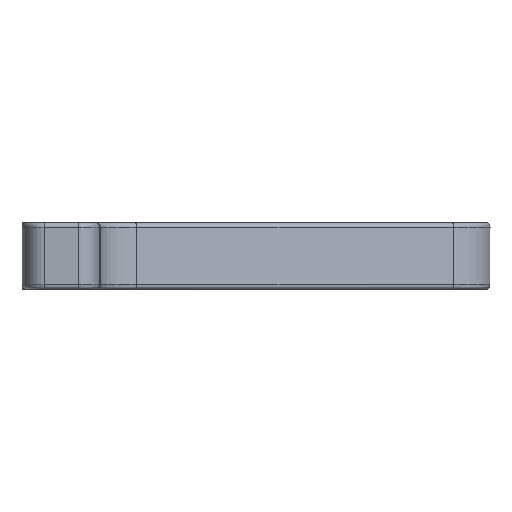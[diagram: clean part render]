
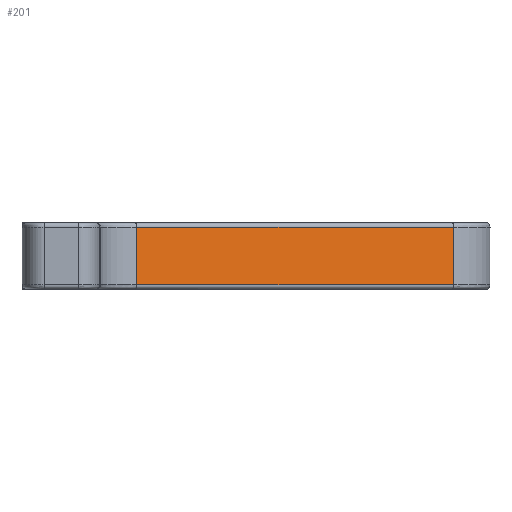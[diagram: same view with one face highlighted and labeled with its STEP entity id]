
A CAD part, left-side view. The second image highlights one B-rep face of the part: STEP entity #201.
In plain terms, the highlighted free-form (B-spline) face has degree [2, 1] with [3, 2] control points.
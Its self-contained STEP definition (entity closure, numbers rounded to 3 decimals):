
#201=ADVANCED_FACE('',(#450),#3859,.T.);
#450=FACE_OUTER_BOUND('',#721,.T.);
#721=EDGE_LOOP('',(#1712,#1713,#1714,#1715));
#1712=ORIENTED_EDGE('',*,*,#2614,.T.);
#1713=ORIENTED_EDGE('',*,*,#2557,.T.);
#1714=ORIENTED_EDGE('',*,*,#2491,.F.);
#1715=ORIENTED_EDGE('',*,*,#2556,.F.);
#2491=EDGE_CURVE('',#3570,#3571,#3135,.T.);
#2556=EDGE_CURVE('',#3661,#3570,#3191,.T.);
#2557=EDGE_CURVE('',#3662,#3571,#3192,.T.);
#2614=EDGE_CURVE('',#3661,#3662,#3249,.T.);
#3135=(
BOUNDED_CURVE()
B_SPLINE_CURVE(1,(#8143,#8144),.UNSPECIFIED.,.F.,.F.)
B_SPLINE_CURVE_WITH_KNOTS((2,2),(0.,30.371),
 .UNSPECIFIED.)
CURVE()
GEOMETRIC_REPRESENTATION_ITEM()
RATIONAL_B_SPLINE_CURVE((1.,1.))
REPRESENTATION_ITEM('')
);
#3191=(
BOUNDED_CURVE()
B_SPLINE_CURVE(1,(#8375,#8376),.UNSPECIFIED.,.F.,.F.)
B_SPLINE_CURVE_WITH_KNOTS((2,2),(0.4,5.6),.UNSPECIFIED.)
CURVE()
GEOMETRIC_REPRESENTATION_ITEM()
RATIONAL_B_SPLINE_CURVE((1.,1.))
REPRESENTATION_ITEM('')
);
#3192=(
BOUNDED_CURVE()
B_SPLINE_CURVE(1,(#8377,#8378),.UNSPECIFIED.,.F.,.F.)
B_SPLINE_CURVE_WITH_KNOTS((2,2),(0.4,5.6),.UNSPECIFIED.)
CURVE()
GEOMETRIC_REPRESENTATION_ITEM()
RATIONAL_B_SPLINE_CURVE((1.,1.))
REPRESENTATION_ITEM('')
);
#3249=(
BOUNDED_CURVE()
B_SPLINE_CURVE(1,(#8532,#8533),.UNSPECIFIED.,.F.,.F.)
B_SPLINE_CURVE_WITH_KNOTS((2,2),(0.,30.371),
 .UNSPECIFIED.)
CURVE()
GEOMETRIC_REPRESENTATION_ITEM()
RATIONAL_B_SPLINE_CURVE((1.,1.))
REPRESENTATION_ITEM('')
);
#3570=VERTEX_POINT('',#6395);
#3571=VERTEX_POINT('',#6396);
#3661=VERTEX_POINT('',#6486);
#3662=VERTEX_POINT('',#6487);
#3859=(
BOUNDED_SURFACE()
B_SPLINE_SURFACE(2,1,((#5278,#5279),(#5280,#5281),(#5282,#5283)),
 .UNSPECIFIED.,.F.,.F.,.F.)
B_SPLINE_SURFACE_WITH_KNOTS((3,3),(2,2),(-756.401,-755.587),
(0.,6.),.UNSPECIFIED.)
GEOMETRIC_REPRESENTATION_ITEM()
RATIONAL_B_SPLINE_SURFACE(((1.,1.),(1.,1.),(1.,1.)))
REPRESENTATION_ITEM('')
SURFACE()
);
#5278=CARTESIAN_POINT('',(-41.945,10.751,-3.));
#5279=CARTESIAN_POINT('',(-41.945,10.751,3.));
#5280=CARTESIAN_POINT('',(-36.741,-3.516,-3.));
#5281=CARTESIAN_POINT('',(-36.741,-3.516,3.));
#5282=CARTESIAN_POINT('',(-31.538,-17.782,-3.));
#5283=CARTESIAN_POINT('',(-31.538,-17.782,3.));
#6395=CARTESIAN_POINT('',(-41.945,10.751,2.6));
#6396=CARTESIAN_POINT('',(-31.538,-17.782,2.6));
#6486=CARTESIAN_POINT('',(-41.945,10.751,-2.6));
#6487=CARTESIAN_POINT('',(-31.538,-17.782,-2.6));
#8143=CARTESIAN_POINT('',(-41.945,10.751,2.6));
#8144=CARTESIAN_POINT('',(-31.538,-17.782,2.6));
#8375=CARTESIAN_POINT('',(-41.945,10.751,-2.6));
#8376=CARTESIAN_POINT('',(-41.945,10.751,2.6));
#8377=CARTESIAN_POINT('',(-31.538,-17.782,-2.6));
#8378=CARTESIAN_POINT('',(-31.538,-17.782,2.6));
#8532=CARTESIAN_POINT('',(-41.945,10.751,-2.6));
#8533=CARTESIAN_POINT('',(-31.538,-17.782,-2.6));
